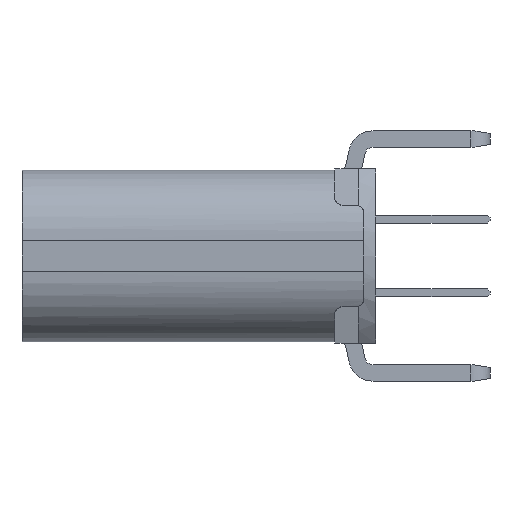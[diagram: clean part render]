
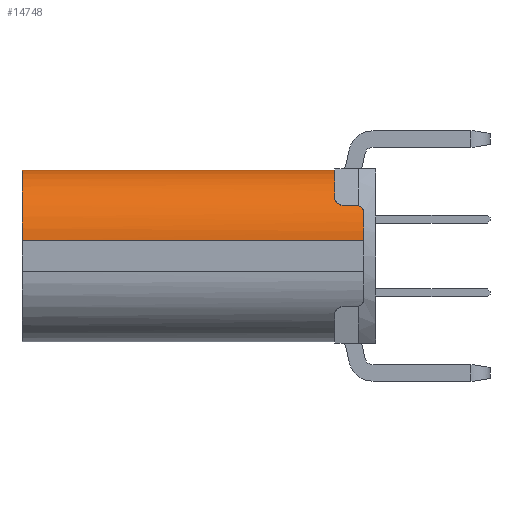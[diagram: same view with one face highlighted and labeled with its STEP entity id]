
A CAD part, left-side view. The second image highlights one B-rep face of the part: STEP entity #14748.
In plain terms, the highlighted cylindrical face has radius 1.3 mm (diameter 2.6 mm), a partial arc.
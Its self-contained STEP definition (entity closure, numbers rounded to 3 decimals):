
#29 = LINE ( 'NONE', #14249, #24961 ) ;
#137 = CARTESIAN_POINT ( 'NONE',  ( -4.332, 0.235, 0.864 ) ) ;
#234 = CARTESIAN_POINT ( 'NONE',  ( -4.296, 0.33, 0.93 ) ) ;
#557 = DIRECTION ( 'NONE',  ( 0., -1., 0. ) ) ;
#609 = LINE ( 'NONE', #9621, #27701 ) ;
#697 = CIRCLE ( 'NONE', #20086, 1.3 ) ;
#978 = CARTESIAN_POINT ( 'NONE',  ( -4.296, 0.094, 0.93 ) ) ;
#1359 = CARTESIAN_POINT ( 'NONE',  ( -3.17, 0.75, 0.28 ) ) ;
#1833 = EDGE_CURVE ( 'NONE', #11370, #19692, #23293, .T. ) ;
#3145 = LINE ( 'NONE', #978, #24818 ) ;
#3663 = EDGE_CURVE ( 'NONE', #3866, #15186, #29, .T. ) ;
#3693 = VERTEX_POINT ( 'NONE', #14729 ) ;
#3866 = VERTEX_POINT ( 'NONE', #21867 ) ;
#5077 = DIRECTION ( 'NONE',  ( 0., 0., -1. ) ) ;
#5202 = EDGE_CURVE ( 'NONE', #7292, #9974, #13678, .T. ) ;
#5616 = DIRECTION ( 'NONE',  ( 0., -1., 0. ) ) ;
#6023 = EDGE_CURVE ( 'NONE', #26884, #28576, #609, .T. ) ;
#6624 = ORIENTED_EDGE ( 'NONE', *, *, #20167, .T. ) ;
#6667 = CARTESIAN_POINT ( 'NONE',  ( -4.348, 0.22, 0.832 ) ) ;
#7188 = EDGE_CURVE ( 'NONE', #3693, #7292, #9477, .T. ) ;
#7292 = VERTEX_POINT ( 'NONE', #26901 ) ;
#7484 = AXIS2_PLACEMENT_3D ( 'NONE', #24050, #10049, #12649 ) ;
#7771 = CARTESIAN_POINT ( 'NONE',  ( -3.17, 0.094, 0.28 ) ) ;
#8108 = CARTESIAN_POINT ( 'NONE',  ( -4.288, 0.675, 0.943 ) ) ;
#8501 = CIRCLE ( 'NONE', #10036, 1.3 ) ;
#8843 = CARTESIAN_POINT ( 'NONE',  ( -3.17, 6.5, 0.28 ) ) ;
#8931 = CARTESIAN_POINT ( 'NONE',  ( -4.296, 0.37, 0.93 ) ) ;
#9477 = B_SPLINE_CURVE_WITH_KNOTS ( 'NONE', 3,
 ( #16982, #19374, #8108, #26310, #24082, #10385 ),
 .UNSPECIFIED., .F., .F.,
 ( 4, 2, 4 ),
 ( 0., 0.5, 1. ),
 .UNSPECIFIED. ) ;
#9621 = CARTESIAN_POINT ( 'NONE',  ( -3.17, 3.475, 1.58 ) ) ;
#9660 = DIRECTION ( 'NONE',  ( 0., 1., 0. ) ) ;
#9974 = VERTEX_POINT ( 'NONE', #29174 ) ;
#10036 = AXIS2_PLACEMENT_3D ( 'NONE', #8843, #22353, #10936 ) ;
#10049 = DIRECTION ( 'NONE',  ( 0., 1., 0. ) ) ;
#10385 = CARTESIAN_POINT ( 'NONE',  ( -4.213, 0.75, 1.056 ) ) ;
#10489 = AXIS2_PLACEMENT_3D ( 'NONE', #1359, #21623, #14819 ) ;
#10936 = DIRECTION ( 'NONE',  ( 0., 0., 1. ) ) ;
#11194 = ORIENTED_EDGE ( 'NONE', *, *, #11756, .T. ) ;
#11370 = VERTEX_POINT ( 'NONE', #27181 ) ;
#11756 = EDGE_CURVE ( 'NONE', #15186, #11370, #697, .T. ) ;
#12442 = DIRECTION ( 'NONE',  ( 0., 0., 1. ) ) ;
#12649 = DIRECTION ( 'NONE',  ( 0., 0., -1. ) ) ;
#12678 = CARTESIAN_POINT ( 'NONE',  ( -3.17, 6.5, 1.58 ) ) ;
#13277 = ORIENTED_EDGE ( 'NONE', *, *, #3663, .T. ) ;
#13516 = CARTESIAN_POINT ( 'NONE',  ( -4.363, 0.22, 0.796 ) ) ;
#13678 = CIRCLE ( 'NONE', #10489, 1.3 ) ;
#13946 = CARTESIAN_POINT ( 'NONE',  ( -4.47, 0.22, 0.28 ) ) ;
#14249 = CARTESIAN_POINT ( 'NONE',  ( -4.47, 0.094, 0.28 ) ) ;
#14729 = CARTESIAN_POINT ( 'NONE',  ( -4.296, 0.6, 0.93 ) ) ;
#14748 = ADVANCED_FACE ( 'NONE', ( #15589 ), #21297, .T. ) ;
#14819 = DIRECTION ( 'NONE',  ( 0., 0., -1. ) ) ;
#15050 = ORIENTED_EDGE ( 'NONE', *, *, #21577, .T. ) ;
#15186 = VERTEX_POINT ( 'NONE', #13946 ) ;
#15589 = FACE_OUTER_BOUND ( 'NONE', #26092, .T. ) ;
#16982 = CARTESIAN_POINT ( 'NONE',  ( -4.296, 0.6, 0.93 ) ) ;
#17599 = EDGE_CURVE ( 'NONE', #9974, #28576, #22698, .T. ) ;
#18668 = AXIS2_PLACEMENT_3D ( 'NONE', #7771, #5616, #12442 ) ;
#19374 = CARTESIAN_POINT ( 'NONE',  ( -4.296, 0.64, 0.93 ) ) ;
#19692 = VERTEX_POINT ( 'NONE', #8931 ) ;
#20086 = AXIS2_PLACEMENT_3D ( 'NONE', #28176, #9660, #5077 ) ;
#20167 = EDGE_CURVE ( 'NONE', #26884, #3866, #8501, .T. ) ;
#20415 = CARTESIAN_POINT ( 'NONE',  ( -4.296, 0.37, 0.93 ) ) ;
#21297 = CYLINDRICAL_SURFACE ( 'NONE', #18668, 1.3 ) ;
#21577 = EDGE_CURVE ( 'NONE', #19692, #3693, #3145, .T. ) ;
#21623 = DIRECTION ( 'NONE',  ( 0., 1., 0. ) ) ;
#21867 = CARTESIAN_POINT ( 'NONE',  ( -4.47, 6.5, 0.28 ) ) ;
#22353 = DIRECTION ( 'NONE',  ( 0., -1., 0. ) ) ;
#22421 = ORIENTED_EDGE ( 'NONE', *, *, #7188, .T. ) ;
#22623 = CARTESIAN_POINT ( 'NONE',  ( -4.304, 0.295, 0.917 ) ) ;
#22698 = CIRCLE ( 'NONE', #7484, 1.3 ) ;
#23293 = B_SPLINE_CURVE_WITH_KNOTS ( 'NONE', 3,
 ( #13516, #6667, #137, #22623, #234, #20415 ),
 .UNSPECIFIED., .F., .F.,
 ( 4, 2, 4 ),
 ( 0., 0.5, 1. ),
 .UNSPECIFIED. ) ;
#23406 = DIRECTION ( 'NONE',  ( 0., -1., 0. ) ) ;
#24050 = CARTESIAN_POINT ( 'NONE',  ( -3.17, 0.75, 0.28 ) ) ;
#24082 = CARTESIAN_POINT ( 'NONE',  ( -4.237, 0.75, 1.024 ) ) ;
#24818 = VECTOR ( 'NONE', #28575, 1000. ) ;
#24839 = ORIENTED_EDGE ( 'NONE', *, *, #5202, .T. ) ;
#24961 = VECTOR ( 'NONE', #557, 1000. ) ;
#25263 = CARTESIAN_POINT ( 'NONE',  ( -3.17, 0.75, 1.58 ) ) ;
#26092 = EDGE_LOOP ( 'NONE', ( #6624, #13277, #11194, #26973, #15050, #22421, #24839, #26397, #29394 ) ) ;
#26310 = CARTESIAN_POINT ( 'NONE',  ( -4.256, 0.735, 0.995 ) ) ;
#26397 = ORIENTED_EDGE ( 'NONE', *, *, #17599, .T. ) ;
#26884 = VERTEX_POINT ( 'NONE', #12678 ) ;
#26901 = CARTESIAN_POINT ( 'NONE',  ( -4.213, 0.75, 1.056 ) ) ;
#26973 = ORIENTED_EDGE ( 'NONE', *, *, #1833, .T. ) ;
#27181 = CARTESIAN_POINT ( 'NONE',  ( -4.363, 0.22, 0.796 ) ) ;
#27701 = VECTOR ( 'NONE', #23406, 1000. ) ;
#28176 = CARTESIAN_POINT ( 'NONE',  ( -3.17, 0.22, 0.28 ) ) ;
#28575 = DIRECTION ( 'NONE',  ( 0., 1., 0. ) ) ;
#28576 = VERTEX_POINT ( 'NONE', #25263 ) ;
#29174 = CARTESIAN_POINT ( 'NONE',  ( -3.796, 0.75, 1.42 ) ) ;
#29394 = ORIENTED_EDGE ( 'NONE', *, *, #6023, .F. ) ;
